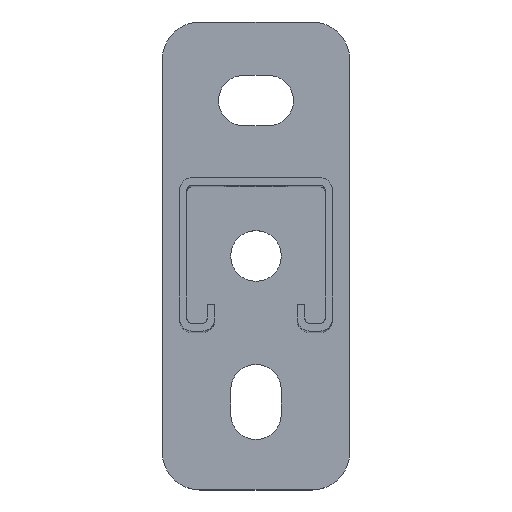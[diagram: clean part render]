
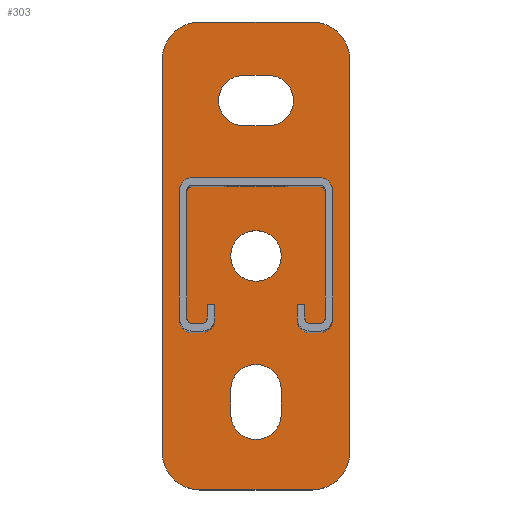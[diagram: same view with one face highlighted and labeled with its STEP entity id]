
A CAD part, top view. The second image highlights one B-rep face of the part: STEP entity #303.
In plain terms, the highlighted planar face has unit normal (0, 0, 1).
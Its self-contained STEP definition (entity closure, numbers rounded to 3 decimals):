
#303=ADVANCED_FACE('',(#588,#589,#590,#591),#592,.T.);
#588=FACE_BOUND('',#856,.T.);
#589=FACE_BOUND('',#857,.T.);
#590=FACE_BOUND('',#858,.T.);
#591=FACE_OUTER_BOUND('',#859,.T.);
#592=PLANE('',#860);
#856=EDGE_LOOP('',(#1581,#1582));
#857=EDGE_LOOP('',(#1583,#1584,#1585,#1586,#1587,#1588));
#858=EDGE_LOOP('',(#1589,#1590,#1591,#1592,#1593,#1594));
#859=EDGE_LOOP('',(#1595,#1596,#1597,#1598,#1599,#1600,#1601,#1602));
#860=AXIS2_PLACEMENT_3D('',#1603,#1604,#1605);
#1581=ORIENTED_EDGE('',*,*,#1870,.T.);
#1582=ORIENTED_EDGE('',*,*,#1865,.T.);
#1583=ORIENTED_EDGE('',*,*,#1855,.T.);
#1584=ORIENTED_EDGE('',*,*,#1878,.T.);
#1585=ORIENTED_EDGE('',*,*,#1880,.T.);
#1586=ORIENTED_EDGE('',*,*,#1860,.T.);
#1587=ORIENTED_EDGE('',*,*,#1874,.T.);
#1588=ORIENTED_EDGE('',*,*,#1883,.T.);
#1589=ORIENTED_EDGE('',*,*,#1845,.T.);
#1590=ORIENTED_EDGE('',*,*,#1892,.T.);
#1591=ORIENTED_EDGE('',*,*,#1894,.T.);
#1592=ORIENTED_EDGE('',*,*,#1850,.T.);
#1593=ORIENTED_EDGE('',*,*,#1888,.T.);
#1594=ORIENTED_EDGE('',*,*,#1897,.T.);
#1595=ORIENTED_EDGE('',*,*,#1901,.T.);
#1596=ORIENTED_EDGE('',*,*,#1926,.T.);
#1597=ORIENTED_EDGE('',*,*,#1923,.T.);
#1598=ORIENTED_EDGE('',*,*,#1920,.T.);
#1599=ORIENTED_EDGE('',*,*,#1917,.T.);
#1600=ORIENTED_EDGE('',*,*,#1927,.T.);
#1601=ORIENTED_EDGE('',*,*,#1928,.T.);
#1602=ORIENTED_EDGE('',*,*,#1913,.T.);
#1603=CARTESIAN_POINT('',(0.0,0.0,8.0));
#1604=DIRECTION('',(0.0,0.0,1.0));
#1605=DIRECTION('',(1.0,0.0,0.0));
#1845=EDGE_CURVE('',#2253,#2250,#2254,.T.);
#1850=EDGE_CURVE('',#2262,#2259,#2263,.T.);
#1855=EDGE_CURVE('',#2271,#2268,#2272,.T.);
#1860=EDGE_CURVE('',#2280,#2277,#2281,.T.);
#1865=EDGE_CURVE('',#2289,#2286,#2290,.T.);
#1870=EDGE_CURVE('',#2286,#2289,#2296,.T.);
#1874=EDGE_CURVE('',#2277,#2300,#2302,.T.);
#1878=EDGE_CURVE('',#2268,#2306,#2308,.T.);
#1880=EDGE_CURVE('',#2306,#2280,#2310,.T.);
#1883=EDGE_CURVE('',#2300,#2271,#2313,.T.);
#1888=EDGE_CURVE('',#2259,#2318,#2320,.T.);
#1892=EDGE_CURVE('',#2250,#2324,#2326,.T.);
#1894=EDGE_CURVE('',#2324,#2262,#2328,.T.);
#1897=EDGE_CURVE('',#2318,#2253,#2331,.T.);
#1901=EDGE_CURVE('',#2337,#2334,#2338,.T.);
#1913=EDGE_CURVE('',#2357,#2337,#2358,.T.);
#1917=EDGE_CURVE('',#2363,#2361,#2364,.T.);
#1920=EDGE_CURVE('',#2367,#2363,#2368,.T.);
#1923=EDGE_CURVE('',#2371,#2367,#2372,.T.);
#1926=EDGE_CURVE('',#2334,#2371,#2375,.T.);
#1927=EDGE_CURVE('',#2361,#2376,#2377,.T.);
#1928=EDGE_CURVE('',#2376,#2357,#2378,.T.);
#2250=VERTEX_POINT('',#2796);
#2253=VERTEX_POINT('',#2800);
#2254=CIRCLE('',#2801,6.75);
#2259=VERTEX_POINT('',#2807);
#2262=VERTEX_POINT('',#2811);
#2263=CIRCLE('',#2812,6.75);
#2268=VERTEX_POINT('',#2818);
#2271=VERTEX_POINT('',#2822);
#2272=CIRCLE('',#2823,6.75);
#2277=VERTEX_POINT('',#2829);
#2280=VERTEX_POINT('',#2833);
#2281=CIRCLE('',#2834,6.75);
#2286=VERTEX_POINT('',#2840);
#2289=VERTEX_POINT('',#2844);
#2290=CIRCLE('',#2845,6.75);
#2296=CIRCLE('',#2852,6.75);
#2300=VERTEX_POINT('',#2856);
#2302=CIRCLE('',#2859,6.75);
#2306=VERTEX_POINT('',#2863);
#2308=CIRCLE('',#2866,6.75);
#2310=LINE('',#2868,#2869);
#2313=LINE('',#2873,#2874);
#2318=VERTEX_POINT('',#2880);
#2320=CIRCLE('',#2883,6.75);
#2324=VERTEX_POINT('',#2887);
#2326=CIRCLE('',#2890,6.75);
#2328=LINE('',#2892,#2893);
#2331=LINE('',#2897,#2898);
#2334=VERTEX_POINT('',#2902);
#2337=VERTEX_POINT('',#2906);
#2338=CIRCLE('',#2907,10.0);
#2357=VERTEX_POINT('',#2931);
#2358=LINE('',#2932,#2933);
#2361=VERTEX_POINT('',#2937);
#2363=VERTEX_POINT('',#2940);
#2364=CIRCLE('',#2941,10.0);
#2367=VERTEX_POINT('',#2945);
#2368=LINE('',#2946,#2947);
#2371=VERTEX_POINT('',#2951);
#2372=CIRCLE('',#2952,10.0);
#2375=LINE('',#2956,#2957);
#2376=VERTEX_POINT('',#2958);
#2377=LINE('',#2959,#2960);
#2378=CIRCLE('',#2961,10.0);
#2796=CARTESIAN_POINT('',(10.0,41.5,8.0));
#2800=CARTESIAN_POINT('',(3.25,48.25,8.0));
#2801=AXIS2_PLACEMENT_3D('',#3245,#3246,#3247);
#2807=CARTESIAN_POINT('',(-10.0,41.5,8.0));
#2811=CARTESIAN_POINT('',(-3.25,34.75,8.0));
#2812=AXIS2_PLACEMENT_3D('',#3253,#3254,#3255);
#2818=CARTESIAN_POINT('',(0.,-29.0,8.0));
#2822=CARTESIAN_POINT('',(-6.75,-35.75,8.0));
#2823=AXIS2_PLACEMENT_3D('',#3261,#3262,#3263);
#2829=CARTESIAN_POINT('',(0.,-49.0,8.0));
#2833=CARTESIAN_POINT('',(6.75,-42.25,8.0));
#2834=AXIS2_PLACEMENT_3D('',#3269,#3270,#3271);
#2840=CARTESIAN_POINT('',(6.75,0.0,8.0));
#2844=CARTESIAN_POINT('',(-6.75,0.,8.0));
#2845=AXIS2_PLACEMENT_3D('',#3277,#3278,#3279);
#2852=AXIS2_PLACEMENT_3D('',#3287,#3288,#3289);
#2856=CARTESIAN_POINT('',(-6.75,-42.25,8.0));
#2859=AXIS2_PLACEMENT_3D('',#3294,#3295,#3296);
#2863=CARTESIAN_POINT('',(6.75,-35.75,8.0));
#2866=AXIS2_PLACEMENT_3D('',#3301,#3302,#3303);
#2868=CARTESIAN_POINT('',(6.75,-19.5,8.0));
#2869=VECTOR('',#3304,1.0);
#2873=CARTESIAN_POINT('',(-6.75,-19.5,8.0));
#2874=VECTOR('',#3306,1.0);
#2880=CARTESIAN_POINT('',(-3.25,48.25,8.0));
#2883=AXIS2_PLACEMENT_3D('',#3312,#3313,#3314);
#2887=CARTESIAN_POINT('',(3.25,34.75,8.0));
#2890=AXIS2_PLACEMENT_3D('',#3319,#3320,#3321);
#2892=CARTESIAN_POINT('',(0.0,34.75,8.0));
#2893=VECTOR('',#3322,1.0);
#2897=CARTESIAN_POINT('',(0.0,48.25,8.0));
#2898=VECTOR('',#3324,1.0);
#2902=CARTESIAN_POINT('',(15.0,62.5,8.0));
#2906=CARTESIAN_POINT('',(25.0,52.5,8.0));
#2907=AXIS2_PLACEMENT_3D('',#3327,#3328,#3329);
#2931=CARTESIAN_POINT('',(25.0,-52.5,8.0));
#2932=CARTESIAN_POINT('',(25.0,0.0,8.0));
#2933=VECTOR('',#3347,1.0);
#2937=CARTESIAN_POINT('',(-15.0,-62.5,8.0));
#2940=CARTESIAN_POINT('',(-25.0,-52.5,8.0));
#2941=AXIS2_PLACEMENT_3D('',#3350,#3351,#3352);
#2945=CARTESIAN_POINT('',(-25.0,52.5,8.0));
#2946=CARTESIAN_POINT('',(-25.0,0.0,8.0));
#2947=VECTOR('',#3354,1.0);
#2951=CARTESIAN_POINT('',(-15.0,62.5,8.0));
#2952=AXIS2_PLACEMENT_3D('',#3356,#3357,#3358);
#2956=CARTESIAN_POINT('',(0.0,62.5,8.0));
#2957=VECTOR('',#3360,1.0);
#2958=CARTESIAN_POINT('',(15.0,-62.5,8.0));
#2959=CARTESIAN_POINT('',(0.0,-62.5,8.0));
#2960=VECTOR('',#3361,1.0);
#2961=AXIS2_PLACEMENT_3D('',#3362,#3363,#3364);
#3245=CARTESIAN_POINT('',(3.25,41.5,8.0));
#3246=DIRECTION('',(0.0,0.0,-1.0));
#3247=DIRECTION('',(1.0,0.0,0.0));
#3253=CARTESIAN_POINT('',(-3.25,41.5,8.0));
#3254=DIRECTION('',(-0.0,0.0,-1.0));
#3255=DIRECTION('',(-1.0,0.0,0.0));
#3261=CARTESIAN_POINT('',(0.0,-35.75,8.0));
#3262=DIRECTION('',(0.0,0.0,-1.0));
#3263=DIRECTION('',(0.0,1.0,0.0));
#3269=CARTESIAN_POINT('',(0.0,-42.25,8.0));
#3270=DIRECTION('',(-0.0,-0.0,-1.0));
#3271=DIRECTION('',(0.0,-1.0,0.0));
#3277=CARTESIAN_POINT('',(0.0,0.0,8.0));
#3278=DIRECTION('',(0.0,0.0,-1.0));
#3279=DIRECTION('',(1.0,0.0,0.0));
#3287=CARTESIAN_POINT('',(0.0,0.0,8.0));
#3288=DIRECTION('',(0.0,0.0,-1.0));
#3289=DIRECTION('',(1.0,0.0,0.0));
#3294=CARTESIAN_POINT('',(0.0,-42.25,8.0));
#3295=DIRECTION('',(-0.0,-0.0,-1.0));
#3296=DIRECTION('',(0.0,-1.0,0.0));
#3301=CARTESIAN_POINT('',(0.0,-35.75,8.0));
#3302=DIRECTION('',(0.0,0.0,-1.0));
#3303=DIRECTION('',(0.0,1.0,0.0));
#3304=DIRECTION('',(0.0,-1.0,0.0));
#3306=DIRECTION('',(0.0,1.0,0.0));
#3312=CARTESIAN_POINT('',(-3.25,41.5,8.0));
#3313=DIRECTION('',(-0.0,0.0,-1.0));
#3314=DIRECTION('',(-1.0,0.0,0.0));
#3319=CARTESIAN_POINT('',(3.25,41.5,8.0));
#3320=DIRECTION('',(0.0,0.0,-1.0));
#3321=DIRECTION('',(1.0,0.0,0.0));
#3322=DIRECTION('',(-1.0,0.0,0.0));
#3324=DIRECTION('',(1.0,0.0,-0.0));
#3327=CARTESIAN_POINT('',(15.0,52.5,8.0));
#3328=DIRECTION('',(0.0,0.0,1.0));
#3329=DIRECTION('',(0.0,-1.0,0.0));
#3347=DIRECTION('',(0.0,1.0,0.0));
#3350=CARTESIAN_POINT('',(-15.0,-52.5,8.0));
#3351=DIRECTION('',(0.0,-0.0,1.0));
#3352=DIRECTION('',(0.0,1.0,0.0));
#3354=DIRECTION('',(0.0,-1.0,0.0));
#3356=CARTESIAN_POINT('',(-15.0,52.5,8.0));
#3357=DIRECTION('',(0.0,0.0,1.0));
#3358=DIRECTION('',(1.0,0.0,0.0));
#3360=DIRECTION('',(-1.0,0.0,0.0));
#3361=DIRECTION('',(1.0,0.0,0.0));
#3362=CARTESIAN_POINT('',(15.0,-52.5,8.0));
#3363=DIRECTION('',(0.0,0.0,1.0));
#3364=DIRECTION('',(-1.0,0.0,0.0));
